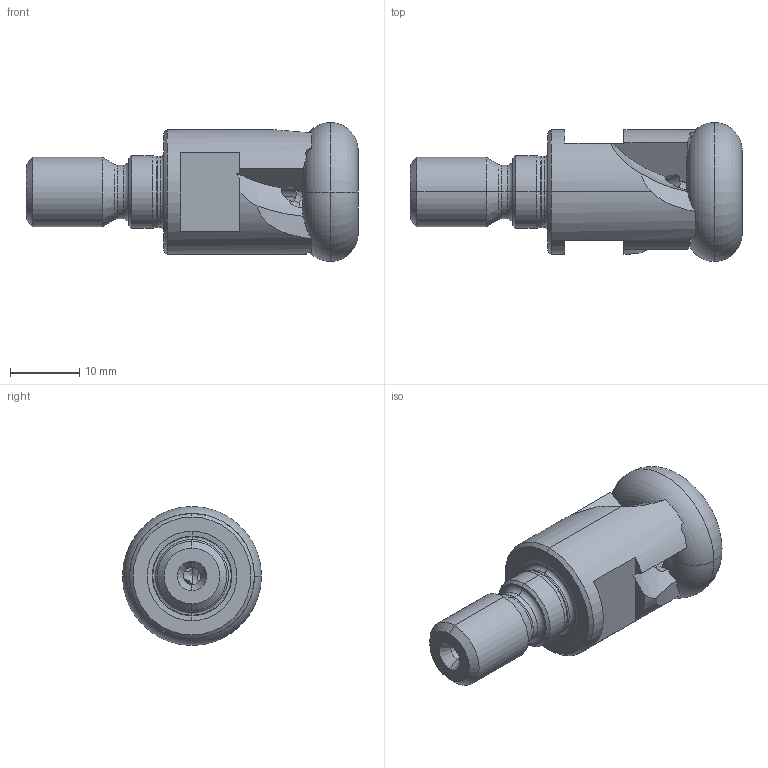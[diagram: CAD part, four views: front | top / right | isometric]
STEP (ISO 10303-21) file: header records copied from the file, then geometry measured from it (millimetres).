
FILE_DESCRIPTION (( 'STEP AP214' ), '1' );
FILE_NAME ('KEF-20-28-M10-508-3.STEP', '2013-03-04T15:22:11', ( '' ), ( '' ), 'SwSTEP 2.0', 'SolidWorks 2013', '' );
FILE_SCHEMA (( 'AUTOMOTIVE_DESIGN' ));
Length unit declared in the file: millimetre
Products named in the file (1): KEF-20-28-M10-508-3
Bounding box: 47.79 x 20 x 20 mm (x, y, z)
Volume: 7556.6 mm3; surface area: 3395.6 mm2
Topology: 1 solids, 1 shells, 110 faces, 325 edges, 207 vertices
Faces by surface type: plane 39, cylinder 24, cone 19, bspline 15, torus 13
Entity records: 4496 total; most frequent: CARTESIAN_POINT 1687, ORIENTED_EDGE 646, DIRECTION 482, EDGE_CURVE 323, VERTEX_POINT 207, AXIS2_PLACEMENT_3D 192, B_SPLINE_CURVE_WITH_KNOTS 119, EDGE_LOOP 114
